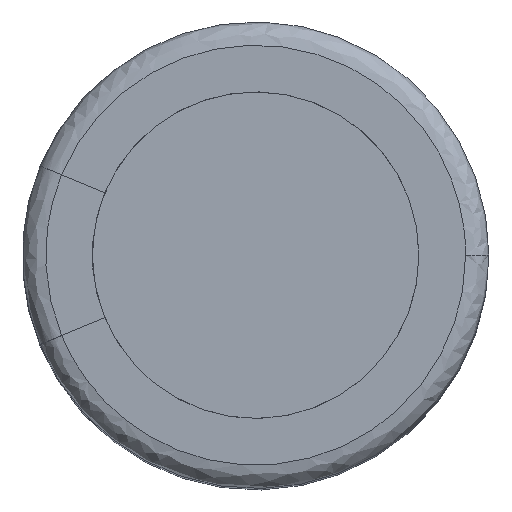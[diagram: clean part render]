
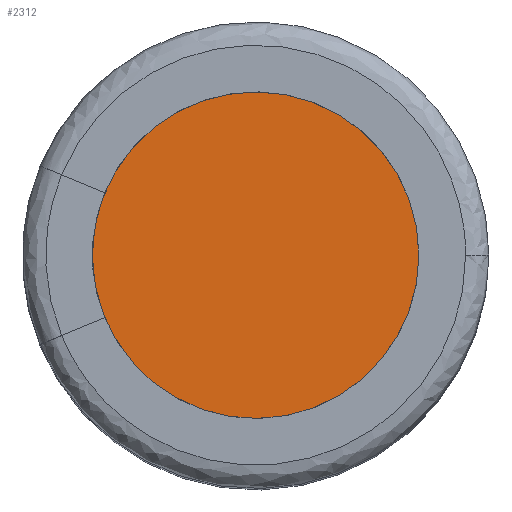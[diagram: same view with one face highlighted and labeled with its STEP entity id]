
A CAD part, top view. The second image highlights one B-rep face of the part: STEP entity #2312.
In plain terms, the highlighted planar face has unit normal (0, 0, 1).
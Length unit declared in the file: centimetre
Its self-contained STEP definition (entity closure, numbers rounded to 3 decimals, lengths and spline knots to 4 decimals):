
#161 = ORIENTED_EDGE ( 'NONE', *, *, #606, .F. ) ;
#214 = EDGE_CURVE ( 'NONE', #692, #2609, #2194, .T. ) ;
#251 = CARTESIAN_POINT ( 'NONE',  ( 0., 0., 3.33 ) ) ;
#453 = FACE_OUTER_BOUND ( 'NONE', #2701, .T. ) ;
#606 = EDGE_CURVE ( 'NONE', #2609, #692, #2100, .T. ) ;
#692 = VERTEX_POINT ( 'NONE', #1918 ) ;
#855 = CARTESIAN_POINT ( 'NONE',  ( 0., 0., 3.33 ) ) ;
#1013 = AXIS2_PLACEMENT_3D ( 'NONE', #251, #2398, #2181 ) ;
#1044 = CARTESIAN_POINT ( 'NONE',  ( -0.5775, 0., 3.33 ) ) ;
#1082 = AXIS2_PLACEMENT_3D ( 'NONE', #855, #2142, #2571 ) ;
#1099 = CARTESIAN_POINT ( 'NONE',  ( 0., 0., 3.33 ) ) ;
#1523 = PLANE ( 'NONE',  #1082 ) ;
#1620 = AXIS2_PLACEMENT_3D ( 'NONE', #1099, #1846, #2536 ) ;
#1846 = DIRECTION ( 'NONE',  ( 0., 0., -1. ) ) ;
#1918 = CARTESIAN_POINT ( 'NONE',  ( 0.5775, 0., 3.33 ) ) ;
#2100 = CIRCLE ( 'NONE', #1620, 0.5775 ) ;
#2142 = DIRECTION ( 'NONE',  ( 0., 0., 1. ) ) ;
#2181 = DIRECTION ( 'NONE',  ( 1., 0., 0. ) ) ;
#2194 = CIRCLE ( 'NONE', #1013, 0.5775 ) ;
#2312 = ADVANCED_FACE ( 'NONE', ( #453 ), #1523, .T. ) ;
#2398 = DIRECTION ( 'NONE',  ( 0., 0., -1. ) ) ;
#2536 = DIRECTION ( 'NONE',  ( 1., 0., 0. ) ) ;
#2571 = DIRECTION ( 'NONE',  ( 1., 0., 0. ) ) ;
#2609 = VERTEX_POINT ( 'NONE', #1044 ) ;
#2701 = EDGE_LOOP ( 'NONE', ( #2761, #161 ) ) ;
#2761 = ORIENTED_EDGE ( 'NONE', *, *, #214, .F. ) ;
